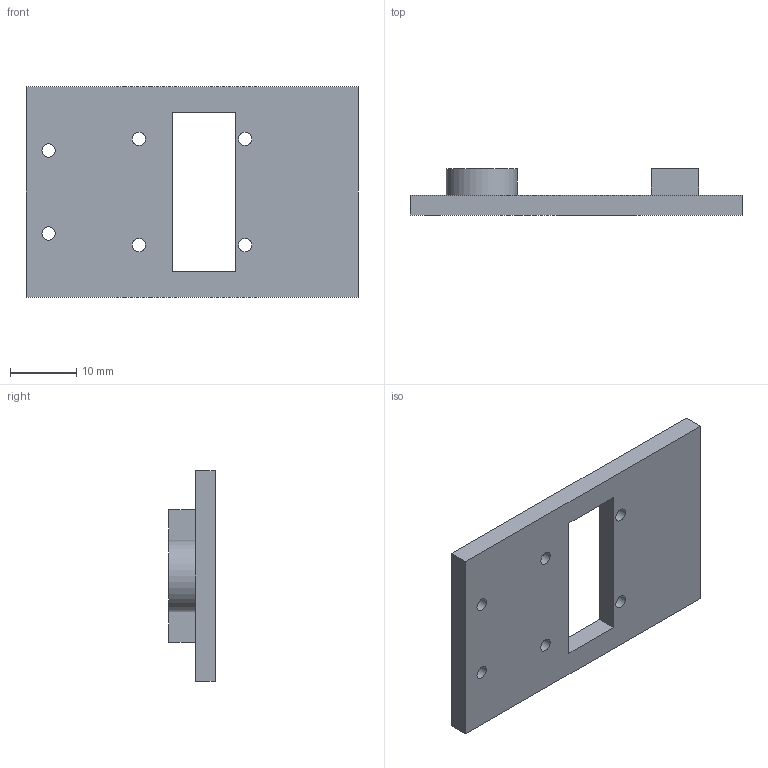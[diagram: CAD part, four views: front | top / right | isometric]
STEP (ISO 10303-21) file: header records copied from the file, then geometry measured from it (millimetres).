
FILE_DESCRIPTION(/* description */ (''),/* implementation_level */ '2;1');
FILE_NAME(/* name */ 'servo-back v3.step',/* time_stamp */ '2016-05-20T22:02:09-04:00',/* author */ (''),/* organization */ (''),/* preprocessor_version */ 'ST-DEVELOPER v16.5',/* originating_system */ 'Autodesk Translation Framework v5.0.0.3310',/* authorisation */ '');
FILE_SCHEMA (('AUTOMOTIVE_DESIGN { 1 0 10303 214 3 1 1 }'));
Length unit declared in the file: centimetre
Products named in the file (1): servo-back v3
Bounding box: 50 x 7 x 31.77 mm (x, y, z)
Volume: 4730.7 mm3; surface area: 3833.3 mm2
Topology: 1 solids, 1 shells, 28 faces, 69 edges, 46 vertices
Faces by surface type: plane 21, cylinder 7
Full cylindrical faces by diameter (mm): 2 x6, 10.75 x1
Entity records: 844 total; most frequent: CARTESIAN_POINT 137, DIRECTION 134, ORIENTED_EDGE 124, EDGE_CURVE 62, EDGE_LOOP 52, LINE 48, VECTOR 48, VERTEX_POINT 46
